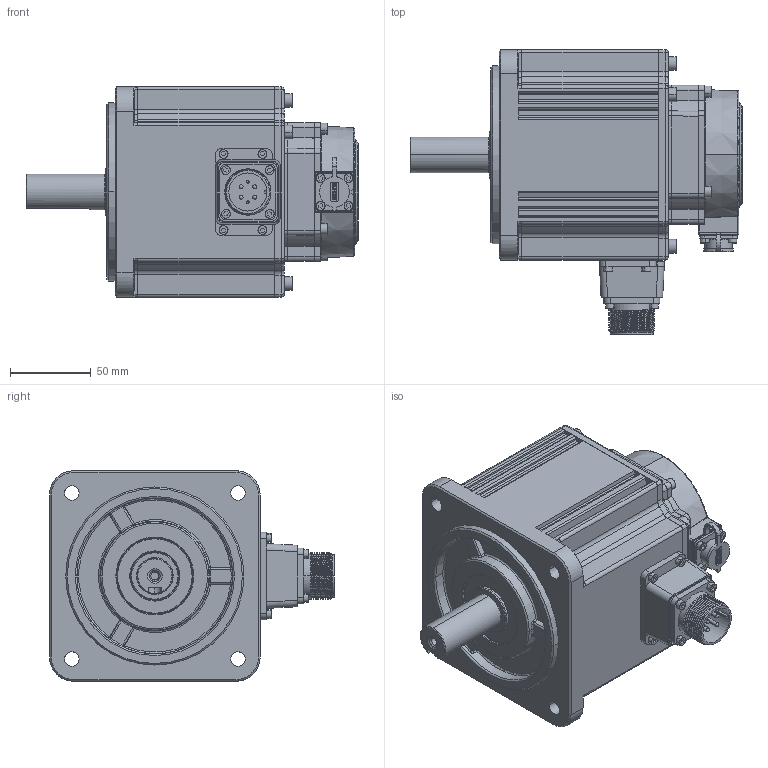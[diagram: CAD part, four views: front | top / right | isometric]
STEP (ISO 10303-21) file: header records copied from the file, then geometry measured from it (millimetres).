
FILE_DESCRIPTION (( 'STEP AP203' ), '1' );
FILE_NAME ('MS6G-130TL20B2-21P5.STEP', '2023-02-22T03:19:46', ( '' ), ( '' ), 'SwSTEP 2.0', 'SolidWorks 2016', '' );
FILE_SCHEMA (( 'CONFIG_CONTROL_DESIGN' ));
Length unit declared in the file: millimetre
Products named in the file (1): MS6G-130TL20B2-21P5
Bounding box: 205 x 175.9 x 130 mm (x, y, z)
Surface area: 137982.6 mm2 (no closed solid volume)
Topology: 0 solids, 37 shells, 918 faces, 3029 edges, 2120 vertices
Faces by surface type: plane 397, cylinder 290, torus 92, bspline 80, cone 59
Entity records: 39934 total; most frequent: CARTESIAN_POINT 14648, ORIENTED_EDGE 5106, DIRECTION 4980, EDGE_CURVE 3008, VERTEX_POINT 2120, AXIS2_PLACEMENT_3D 1797, LINE 1386, VECTOR 1386
